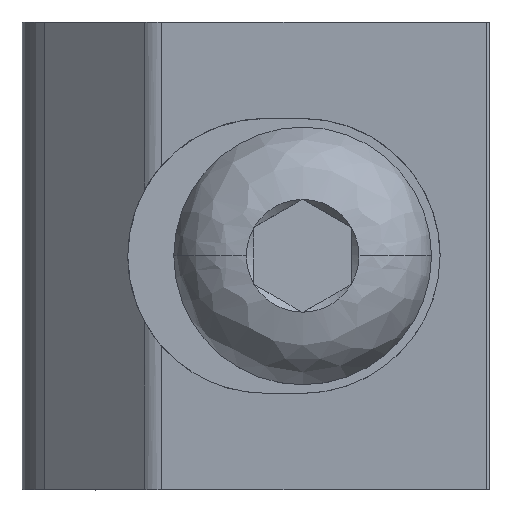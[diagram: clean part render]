
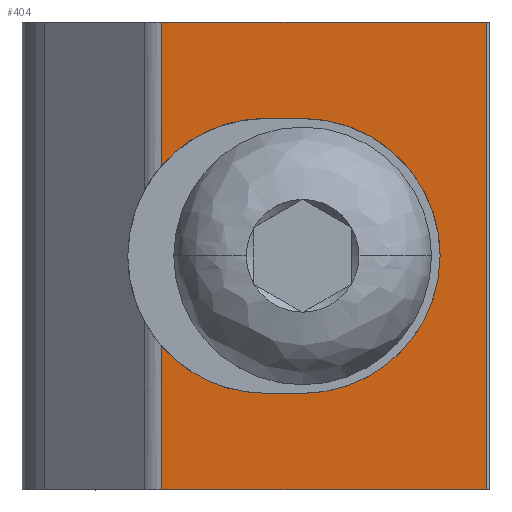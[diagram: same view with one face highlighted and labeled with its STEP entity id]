
A CAD part, top view. The second image highlights one B-rep face of the part: STEP entity #404.
In plain terms, the highlighted planar face has unit normal (-0.098, 0, 0.995).
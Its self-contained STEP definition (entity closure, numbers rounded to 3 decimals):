
#23 = DIRECTION ( 'NONE',  ( -0.995, 0., -0.098 ) ) ;
#67 = CARTESIAN_POINT ( 'NONE',  ( 5.601, 0., 10.736 ) ) ;
#68 = CARTESIAN_POINT ( 'NONE',  ( -5.745, 9.525, 9.623 ) ) ;
#73 = VERTEX_POINT ( 'NONE', #2145 ) ;
#79 = VECTOR ( 'NONE', #543, 1000. ) ;
#105 = EDGE_CURVE ( 'NONE', #2140, #647, #306, .T. ) ;
#141 = EDGE_CURVE ( 'NONE', #2036, #2140, #154, .T. ) ;
#142 = CARTESIAN_POINT ( 'NONE',  ( 5.601, 0., 10.736 ) ) ;
#154 = LINE ( 'NONE', #1299, #494 ) ;
#157 = EDGE_CURVE ( 'NONE', #758, #1842, #1310, .T. ) ;
#165 = LINE ( 'NONE', #1316, #1830 ) ;
#188 = CARTESIAN_POINT ( 'NONE',  ( 7.495, 9.525, 10.921 ) ) ;
#215 = VERTEX_POINT ( 'NONE', #142 ) ;
#269 = EDGE_CURVE ( 'NONE', #73, #1449, #1651, .T. ) ;
#306 =( BOUNDED_CURVE ( )  B_SPLINE_CURVE ( 3, ( #957, #1998, #612, #780 ),
 .UNSPECIFIED., .F., .T. ) 
 B_SPLINE_CURVE_WITH_KNOTS ( ( 4, 4 ),
 ( 3.859, 4.712 ),
 .UNSPECIFIED. ) 
 CURVE ( )  GEOMETRIC_REPRESENTATION_ITEM ( )  RATIONAL_B_SPLINE_CURVE ( ( 1., 0.94, 0.94, 1. ) ) 
 REPRESENTATION_ITEM ( '' )  );
#336 = VERTEX_POINT ( 'NONE', #1200 ) ;
#379 = ORIENTED_EDGE ( 'NONE', *, *, #1482, .T. ) ;
#402 = ORIENTED_EDGE ( 'NONE', *, *, #157, .F. ) ;
#404 = ADVANCED_FACE ( 'NONE', ( #1510 ), #1671, .F. ) ;
#432 = EDGE_CURVE ( 'NONE', #215, #336, #1726, .T. ) ;
#455 = CARTESIAN_POINT ( 'NONE',  ( 0., 5.601, 10.187 ) ) ;
#456 = AXIS2_PLACEMENT_3D ( 'NONE', #188, #1372, #23 ) ;
#469 = DIRECTION ( 'NONE',  ( 0., -1., 0. ) ) ;
#470 =( BOUNDED_CURVE ( )  B_SPLINE_CURVE ( 3, ( #1887, #1355, #554, #67 ),
 .UNSPECIFIED., .F., .T. ) 
 B_SPLINE_CURVE_WITH_KNOTS ( ( 4, 4 ),
 ( 4.712, 6.283 ),
 .UNSPECIFIED. ) 
 CURVE ( )  GEOMETRIC_REPRESENTATION_ITEM ( )  RATIONAL_B_SPLINE_CURVE ( ( 1., 0.805, 0.805, 1. ) ) 
 REPRESENTATION_ITEM ( '' )  );
#494 = VECTOR ( 'NONE', #1957, 1000. ) ;
#536 = VERTEX_POINT ( 'NONE', #1273 ) ;
#542 = EDGE_LOOP ( 'NONE', ( #1093, #896, #935, #1566, #402, #861, #1545, #1683, #379, #568, #1334 ) ) ;
#543 = DIRECTION ( 'NONE',  ( 0., -1., 0. ) ) ;
#554 = CARTESIAN_POINT ( 'NONE',  ( 5.601, 3.281, 10.736 ) ) ;
#568 = ORIENTED_EDGE ( 'NONE', *, *, #1303, .T. ) ;
#591 = CARTESIAN_POINT ( 'NONE',  ( 0., -5.601, 10.187 ) ) ;
#612 = CARTESIAN_POINT ( 'NONE',  ( -3.168, 5.601, 9.876 ) ) ;
#647 = VERTEX_POINT ( 'NONE', #1061 ) ;
#648 = CARTESIAN_POINT ( 'NONE',  ( -5.745, -9.525, 9.623 ) ) ;
#672 = DIRECTION ( 'NONE',  ( 0.995, 0., 0.098 ) ) ;
#758 = VERTEX_POINT ( 'NONE', #1621 ) ;
#780 = CARTESIAN_POINT ( 'NONE',  ( -1.524, 5.601, 10.037 ) ) ;
#782 = CARTESIAN_POINT ( 'NONE',  ( 7.495, -9.525, 10.921 ) ) ;
#861 = ORIENTED_EDGE ( 'NONE', *, *, #1291, .F. ) ;
#883 = VECTOR ( 'NONE', #1933, 1000. ) ;
#884 = CARTESIAN_POINT ( 'NONE',  ( -4.664, -4.92, 9.729 ) ) ;
#896 = ORIENTED_EDGE ( 'NONE', *, *, #1899, .T. ) ;
#921 = EDGE_CURVE ( 'NONE', #1449, #1842, #1479, .T. ) ;
#935 = ORIENTED_EDGE ( 'NONE', *, *, #269, .T. ) ;
#953 = LINE ( 'NONE', #1102, #883 ) ;
#957 = CARTESIAN_POINT ( 'NONE',  ( -5.745, 3.681, 9.623 ) ) ;
#979 = VECTOR ( 'NONE', #1373, 1000. ) ;
#1061 = CARTESIAN_POINT ( 'NONE',  ( -1.524, 5.601, 10.037 ) ) ;
#1093 = ORIENTED_EDGE ( 'NONE', *, *, #1640, .T. ) ;
#1102 = CARTESIAN_POINT ( 'NONE',  ( 7.495, -5.601, 10.921 ) ) ;
#1189 = CARTESIAN_POINT ( 'NONE',  ( -5.745, 3.681, 9.623 ) ) ;
#1192 = LINE ( 'NONE', #1898, #979 ) ;
#1200 = CARTESIAN_POINT ( 'NONE',  ( 0., -5.601, 10.187 ) ) ;
#1224 = CARTESIAN_POINT ( 'NONE',  ( 5.601, -3.281, 10.736 ) ) ;
#1273 = CARTESIAN_POINT ( 'NONE',  ( -1.524, -5.601, 10.037 ) ) ;
#1291 = EDGE_CURVE ( 'NONE', #2036, #758, #1192, .T. ) ;
#1299 = CARTESIAN_POINT ( 'NONE',  ( -5.745, 9.525, 9.623 ) ) ;
#1303 = EDGE_CURVE ( 'NONE', #1817, #215, #470, .T. ) ;
#1310 = LINE ( 'NONE', #2122, #1713 ) ;
#1316 = CARTESIAN_POINT ( 'NONE',  ( 7.495, 5.601, 10.921 ) ) ;
#1334 = ORIENTED_EDGE ( 'NONE', *, *, #432, .T. ) ;
#1355 = CARTESIAN_POINT ( 'NONE',  ( 3.281, 5.601, 10.508 ) ) ;
#1372 = DIRECTION ( 'NONE',  ( 0.098, 0., -0.995 ) ) ;
#1373 = DIRECTION ( 'NONE',  ( 0.995, 0., 0.098 ) ) ;
#1449 = VERTEX_POINT ( 'NONE', #648 ) ;
#1463 = VECTOR ( 'NONE', #2147, 1000. ) ;
#1479 = LINE ( 'NONE', #1855, #1463 ) ;
#1482 = EDGE_CURVE ( 'NONE', #647, #1817, #165, .T. ) ;
#1510 = FACE_OUTER_BOUND ( 'NONE', #542, .T. ) ;
#1543 = CARTESIAN_POINT ( 'NONE',  ( -5.745, 9.525, 9.623 ) ) ;
#1545 = ORIENTED_EDGE ( 'NONE', *, *, #141, .T. ) ;
#1564 = CARTESIAN_POINT ( 'NONE',  ( -5.745, -3.681, 9.623 ) ) ;
#1566 = ORIENTED_EDGE ( 'NONE', *, *, #921, .T. ) ;
#1621 = CARTESIAN_POINT ( 'NONE',  ( 7.495, 9.525, 10.921 ) ) ;
#1640 = EDGE_CURVE ( 'NONE', #336, #536, #953, .T. ) ;
#1651 = LINE ( 'NONE', #1543, #79 ) ;
#1671 = PLANE ( 'NONE',  #456 ) ;
#1683 = ORIENTED_EDGE ( 'NONE', *, *, #105, .T. ) ;
#1713 = VECTOR ( 'NONE', #469, 1000. ) ;
#1726 =( BOUNDED_CURVE ( )  B_SPLINE_CURVE ( 3, ( #1757, #1224, #2095, #591 ),
 .UNSPECIFIED., .F., .F. ) 
 B_SPLINE_CURVE_WITH_KNOTS ( ( 4, 4 ),
 ( 0., 1.571 ),
 .UNSPECIFIED. ) 
 CURVE ( )  GEOMETRIC_REPRESENTATION_ITEM ( )  RATIONAL_B_SPLINE_CURVE ( ( 1., 0.805, 0.805, 1. ) ) 
 REPRESENTATION_ITEM ( '' )  );
#1757 = CARTESIAN_POINT ( 'NONE',  ( 5.601, 0., 10.736 ) ) ;
#1807 =( BOUNDED_CURVE ( )  B_SPLINE_CURVE ( 3, ( #1853, #1888, #884, #1564 ),
 .UNSPECIFIED., .F., .T. ) 
 B_SPLINE_CURVE_WITH_KNOTS ( ( 4, 4 ),
 ( 1.571, 2.424 ),
 .UNSPECIFIED. ) 
 CURVE ( )  GEOMETRIC_REPRESENTATION_ITEM ( )  RATIONAL_B_SPLINE_CURVE ( ( 1., 0.94, 0.94, 1. ) ) 
 REPRESENTATION_ITEM ( '' )  );
#1817 = VERTEX_POINT ( 'NONE', #455 ) ;
#1830 = VECTOR ( 'NONE', #672, 1000. ) ;
#1842 = VERTEX_POINT ( 'NONE', #782 ) ;
#1853 = CARTESIAN_POINT ( 'NONE',  ( -1.524, -5.601, 10.037 ) ) ;
#1855 = CARTESIAN_POINT ( 'NONE',  ( 7.495, -9.525, 10.921 ) ) ;
#1887 = CARTESIAN_POINT ( 'NONE',  ( 0., 5.601, 10.187 ) ) ;
#1888 = CARTESIAN_POINT ( 'NONE',  ( -3.168, -5.601, 9.876 ) ) ;
#1898 = CARTESIAN_POINT ( 'NONE',  ( 7.495, 9.525, 10.921 ) ) ;
#1899 = EDGE_CURVE ( 'NONE', #536, #73, #1807, .T. ) ;
#1933 = DIRECTION ( 'NONE',  ( -0.995, 0., -0.098 ) ) ;
#1957 = DIRECTION ( 'NONE',  ( 0., -1., 0. ) ) ;
#1998 = CARTESIAN_POINT ( 'NONE',  ( -4.664, 4.92, 9.729 ) ) ;
#2036 = VERTEX_POINT ( 'NONE', #68 ) ;
#2095 = CARTESIAN_POINT ( 'NONE',  ( 3.281, -5.601, 10.508 ) ) ;
#2122 = CARTESIAN_POINT ( 'NONE',  ( 7.495, 9.525, 10.921 ) ) ;
#2140 = VERTEX_POINT ( 'NONE', #1189 ) ;
#2145 = CARTESIAN_POINT ( 'NONE',  ( -5.745, -3.681, 9.623 ) ) ;
#2147 = DIRECTION ( 'NONE',  ( 0.995, 0., 0.098 ) ) ;
